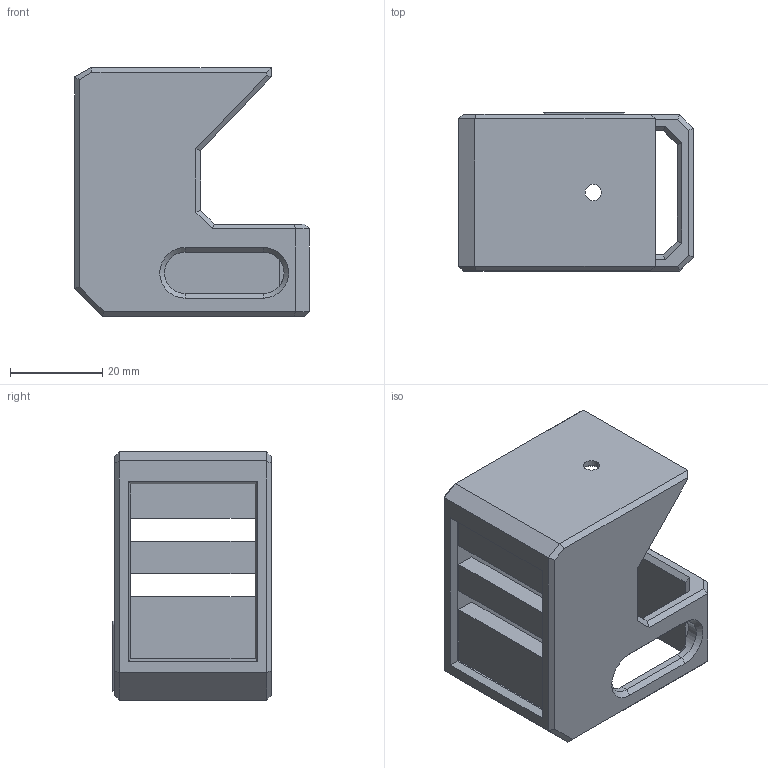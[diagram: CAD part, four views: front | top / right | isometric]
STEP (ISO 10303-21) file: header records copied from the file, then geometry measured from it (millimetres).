
FILE_DESCRIPTION (( 'STEP AP214' ), '1' );
FILE_NAME ('Extruder.STEP', '2023-12-27T10:54:21', ( '' ), ( '' ), 'SwSTEP 2.0', 'SolidWorks 2022', '' );
FILE_SCHEMA (( 'AUTOMOTIVE_DESIGN' ));
Length unit declared in the file: millimetre
Products named in the file (1): Extruder
Bounding box: 51 x 34.4 x 54 mm (x, y, z)
Volume: 23852.1 mm3; surface area: 14937.4 mm2
Topology: 1 solids, 1 shells, 133 faces, 332 edges, 204 vertices
Faces by surface type: plane 112, cylinder 8, cone 7, bspline 6
Entity records: 4071 total; most frequent: CARTESIAN_POINT 904, ORIENTED_EDGE 664, DIRECTION 597, EDGE_CURVE 332, VECTOR 291, LINE 291, VERTEX_POINT 204, AXIS2_PLACEMENT_3D 153
